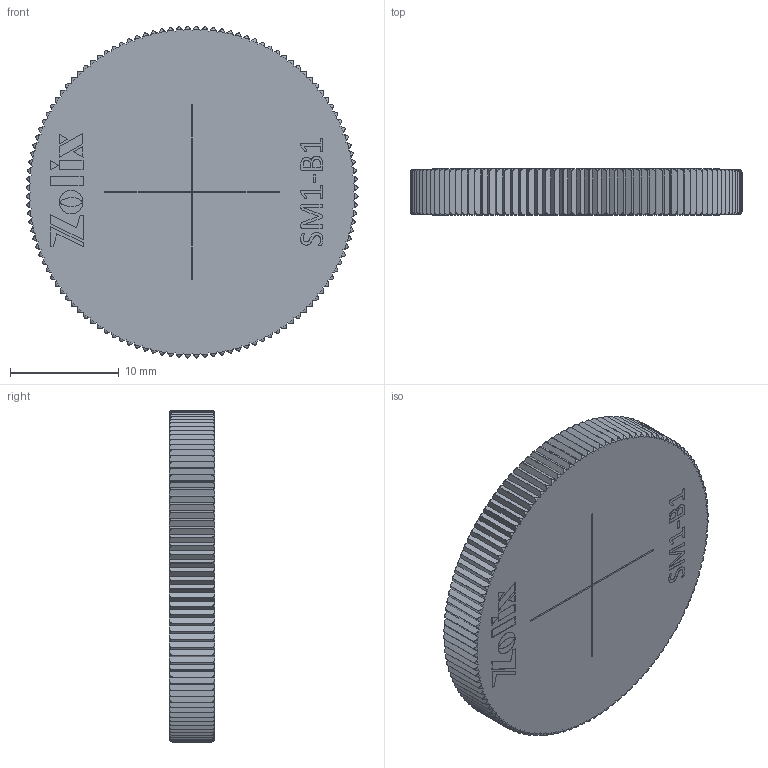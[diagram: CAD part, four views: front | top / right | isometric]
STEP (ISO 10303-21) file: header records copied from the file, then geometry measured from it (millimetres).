
FILE_DESCRIPTION (( 'STEP AP203' ), '1' );
FILE_NAME ('SM1-B1.STEP', '2025-06-18T07:48:20', ( '' ), ( '' ), 'SwSTEP 2.0', 'SolidWorks 2020', '' );
FILE_SCHEMA (( 'CONFIG_CONTROL_DESIGN' ));
Length unit declared in the file: millimetre
Products named in the file (1): SM1-B1
Bounding box: 30.49 x 4.2 x 30.49 mm (x, y, z)
Volume: 997.4 mm3; surface area: 2352.6 mm2
Topology: 1 solids, 1 shells, 894 faces, 2611 edges, 1740 vertices
Faces by surface type: plane 476, torus 240, cylinder 124, bspline 52, cone 2
Entity records: 37088 total; most frequent: CARTESIAN_POINT 14132, ORIENTED_EDGE 5222, DIRECTION 4203, EDGE_CURVE 2611, VERTEX_POINT 1740, VECTOR 1537, LINE 1537, AXIS2_PLACEMENT_3D 1333
